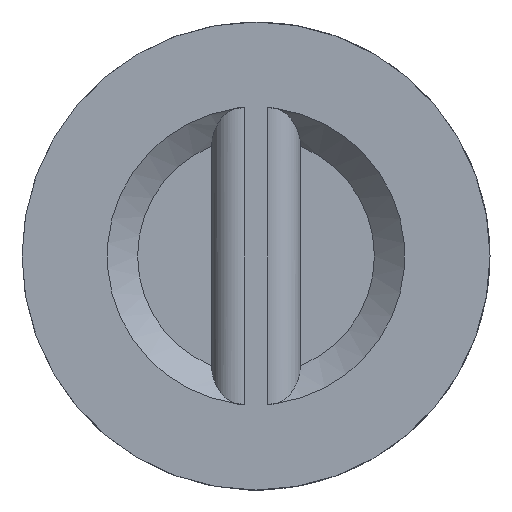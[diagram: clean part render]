
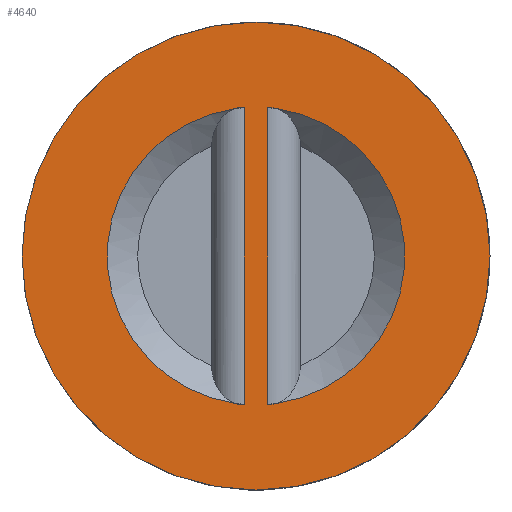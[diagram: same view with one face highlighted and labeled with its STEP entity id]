
A CAD part, left-side view. The second image highlights one B-rep face of the part: STEP entity #4640.
In plain terms, the highlighted planar face has unit normal (-1, 0, 0).
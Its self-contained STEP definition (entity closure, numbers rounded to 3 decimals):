
#4490=CARTESIAN_POINT('',(0.,-7.395,-50.966));
#4491=VERTEX_POINT('',#4490);
#4492=CARTESIAN_POINT('',(0.,-4.,-51.344));
#4493=VERTEX_POINT('',#4492);
#4494=CARTESIAN_POINT('',(0.0,0.0,0.0));
#4495=DIRECTION('',(1.0,0.0,0.0));
#4496=DIRECTION('',(0.0,1.0,0.0));
#4497=AXIS2_PLACEMENT_3D('',#4494,#4495,#4496);
#4498=CIRCLE('',#4497,51.5);
#4499=EDGE_CURVE('',#4491,#4493,#4498,.T.);
#4543=CARTESIAN_POINT('',(0.,4.,-51.344));
#4544=VERTEX_POINT('',#4543);
#4545=CARTESIAN_POINT('',(0.,7.395,-50.966));
#4546=VERTEX_POINT('',#4545);
#4547=CARTESIAN_POINT('',(0.0,0.0,0.0));
#4548=DIRECTION('',(1.0,0.0,0.0));
#4549=DIRECTION('',(0.0,1.0,0.0));
#4550=AXIS2_PLACEMENT_3D('',#4547,#4548,#4549);
#4551=CIRCLE('',#4550,51.5);
#4552=EDGE_CURVE('',#4544,#4546,#4551,.T.);
#4570=CARTESIAN_POINT('',(0.0,66.25,0.0));
#4571=DIRECTION('',(-1.0,0.0,0.0));
#4572=DIRECTION('',(0.0,0.0,1.0));
#4573=AXIS2_PLACEMENT_3D('',#4570,#4571,#4572);
#4574=PLANE('',#4573);
#4575=CARTESIAN_POINT('',(0.0,81.0,0.0));
#4576=VERTEX_POINT('',#4575);
#4577=CARTESIAN_POINT('',(0.0,0.0,0.0));
#4578=DIRECTION('',(1.0,0.0,0.0));
#4579=DIRECTION('',(0.0,1.0,0.0));
#4580=AXIS2_PLACEMENT_3D('',#4577,#4578,#4579);
#4581=CIRCLE('',#4580,81.0);
#4582=EDGE_CURVE('',#4576,#4576,#4581,.T.);
#4583=ORIENTED_EDGE('',*,*,#4582,.F.);
#4584=EDGE_LOOP('',(#4583));
#4585=FACE_OUTER_BOUND('',#4584,.T.);
#4586=ORIENTED_EDGE('',*,*,#4552,.T.);
#4587=CARTESIAN_POINT('',(0.0,7.395,50.966));
#4588=VERTEX_POINT('',#4587);
#4589=CARTESIAN_POINT('',(0.0,0.0,0.0));
#4590=DIRECTION('',(1.0,0.0,0.0));
#4591=DIRECTION('',(0.0,1.0,0.0));
#4592=AXIS2_PLACEMENT_3D('',#4589,#4590,#4591);
#4593=CIRCLE('',#4592,51.5);
#4594=EDGE_CURVE('',#4546,#4588,#4593,.T.);
#4595=ORIENTED_EDGE('',*,*,#4594,.T.);
#4596=CARTESIAN_POINT('',(0.,4.,51.344));
#4597=VERTEX_POINT('',#4596);
#4598=CARTESIAN_POINT('',(0.0,0.0,0.0));
#4599=DIRECTION('',(1.0,0.0,0.0));
#4600=DIRECTION('',(0.0,1.0,0.0));
#4601=AXIS2_PLACEMENT_3D('',#4598,#4599,#4600);
#4602=CIRCLE('',#4601,51.5);
#4603=EDGE_CURVE('',#4588,#4597,#4602,.T.);
#4604=ORIENTED_EDGE('',*,*,#4603,.T.);
#4605=CARTESIAN_POINT('',(0.0,4.0,-51.344));
#4606=DIRECTION('',(0.0,0.0,1.0));
#4607=VECTOR('',#4606,102.689);
#4608=LINE('',#4605,#4607);
#4609=EDGE_CURVE('',#4544,#4597,#4608,.T.);
#4610=ORIENTED_EDGE('',*,*,#4609,.F.);
#4611=EDGE_LOOP('',(#4586,#4595,#4604,#4610));
#4612=FACE_BOUND('',#4611,.T.);
#4613=CARTESIAN_POINT('',(0.,-4.,51.344));
#4614=VERTEX_POINT('',#4613);
#4615=CARTESIAN_POINT('',(0.0,-4.0,-51.344));
#4616=DIRECTION('',(0.0,0.0,1.0));
#4617=VECTOR('',#4616,102.689);
#4618=LINE('',#4615,#4617);
#4619=EDGE_CURVE('',#4493,#4614,#4618,.T.);
#4620=ORIENTED_EDGE('',*,*,#4619,.T.);
#4621=CARTESIAN_POINT('',(0.0,-7.395,50.966));
#4622=VERTEX_POINT('',#4621);
#4623=CARTESIAN_POINT('',(0.0,0.0,0.0));
#4624=DIRECTION('',(1.0,0.0,0.0));
#4625=DIRECTION('',(0.0,1.0,0.0));
#4626=AXIS2_PLACEMENT_3D('',#4623,#4624,#4625);
#4627=CIRCLE('',#4626,51.5);
#4628=EDGE_CURVE('',#4614,#4622,#4627,.T.);
#4629=ORIENTED_EDGE('',*,*,#4628,.T.);
#4630=CARTESIAN_POINT('',(0.0,0.0,0.0));
#4631=DIRECTION('',(1.0,0.0,0.0));
#4632=DIRECTION('',(0.0,1.0,0.0));
#4633=AXIS2_PLACEMENT_3D('',#4630,#4631,#4632);
#4634=CIRCLE('',#4633,51.5);
#4635=EDGE_CURVE('',#4622,#4491,#4634,.T.);
#4636=ORIENTED_EDGE('',*,*,#4635,.T.);
#4637=ORIENTED_EDGE('',*,*,#4499,.T.);
#4638=EDGE_LOOP('',(#4620,#4629,#4636,#4637));
#4639=FACE_BOUND('',#4638,.T.);
#4640=ADVANCED_FACE('',(#4585,#4612,#4639),#4574,.T.);
